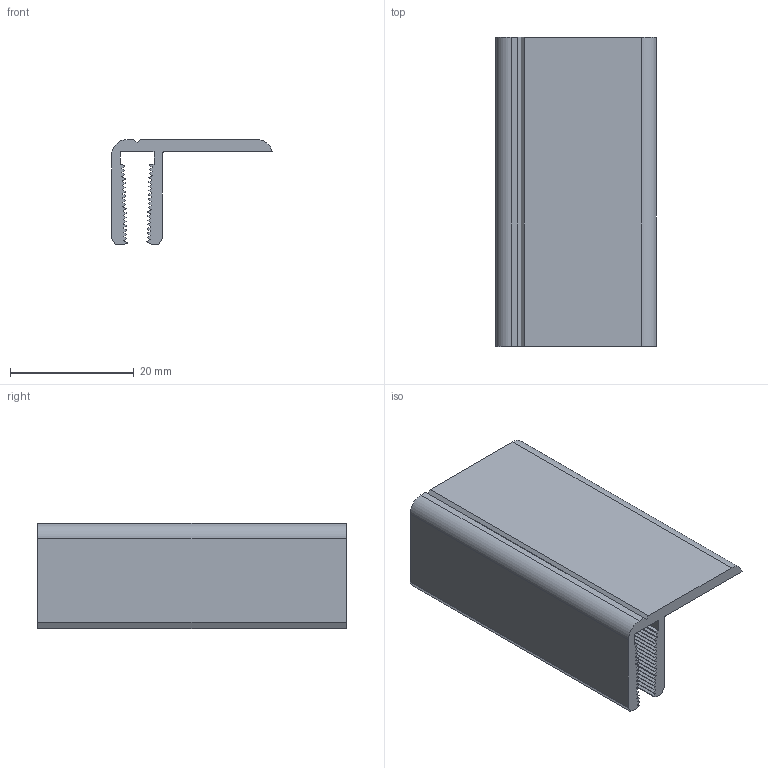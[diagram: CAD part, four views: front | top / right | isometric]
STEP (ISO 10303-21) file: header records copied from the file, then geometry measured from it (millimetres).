
FILE_DESCRIPTION(('STEP AP214'),'1');
FILE_NAME('cctmp_54976C9F-1158-45E1-9DF0-061E571A715C_2020_12_14_20_32_44_800..stp','2020-12-14T19:32:44',('MiniTec Maschinenbau GmbH & Co.KG'),('CADClick - www.CADClick.com'),'Spatial InterOp 3D',' ','unknown authorization');
FILE_SCHEMA(('AUTOMOTIVE_DESIGN'));
Length unit declared in the file: millimetre
Products named in the file (1): 20.1025/0
Bounding box: 26 x 50 x 17 mm (x, y, z)
Volume: 5370.2 mm3; surface area: 7034.7 mm2
Topology: 1 solids, 1 shells, 171 faces, 507 edges, 338 vertices
Faces by surface type: plane 93, cylinder 78
Entity records: 7149 total; most frequent: CARTESIAN_POINT 1017, ORIENTED_EDGE 1014, DIRECTION 1007, EDGE_CURVE 507, LINE 351, VECTOR 351, VERTEX_POINT 338, AXIS2_PLACEMENT_3D 328
